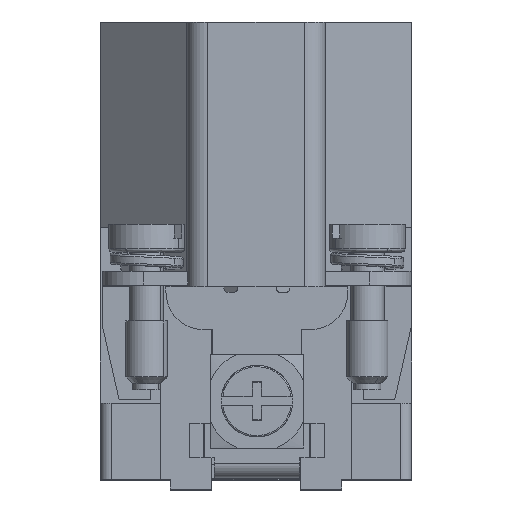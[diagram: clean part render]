
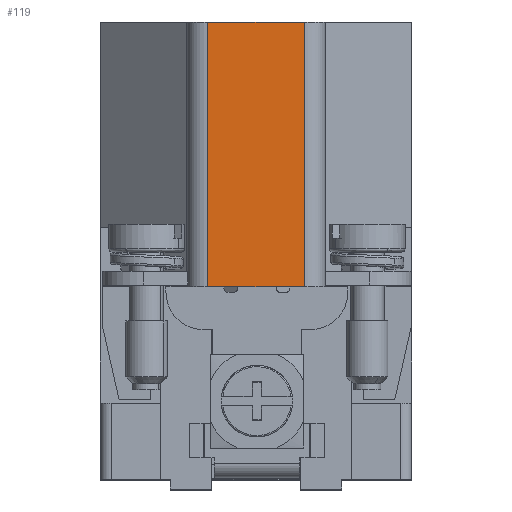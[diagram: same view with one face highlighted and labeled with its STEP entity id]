
A CAD part, top view. The second image highlights one B-rep face of the part: STEP entity #119.
In plain terms, the highlighted planar face has unit normal (0, 0, 1).
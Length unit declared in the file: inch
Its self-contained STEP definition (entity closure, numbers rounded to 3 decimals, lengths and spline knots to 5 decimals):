
#119 = ADVANCED_FACE ( 'NONE', ( #812 ), #22225, .T. ) ;
#295 = CARTESIAN_POINT ( 'NONE',  ( -0.34281, 0.3273, 0.28791 ) ) ;
#662 = DIRECTION ( 'NONE',  ( 0., 0., 1. ) ) ;
#812 = FACE_OUTER_BOUND ( 'NONE', #20082, .T. ) ;
#1145 = VECTOR ( 'NONE', #3637, 39.37008 ) ;
#2342 = EDGE_CURVE ( 'NONE', #5983, #30296, #23859, .T. ) ;
#3637 = DIRECTION ( 'NONE',  ( 1., 0., 0. ) ) ;
#3726 = CARTESIAN_POINT ( 'NONE',  ( -0.06584, -0.42843, 0.28791 ) ) ;
#5103 = AXIS2_PLACEMENT_3D ( 'NONE', #20026, #662, #19886 ) ;
#5338 = DIRECTION ( 'NONE',  ( 0., 1., 0. ) ) ;
#5546 = EDGE_CURVE ( 'NONE', #5752, #30296, #19710, .T. ) ;
#5752 = VERTEX_POINT ( 'NONE', #12961 ) ;
#5983 = VERTEX_POINT ( 'NONE', #27164 ) ;
#6906 = VECTOR ( 'NONE', #23541, 39.37008 ) ;
#8565 = VERTEX_POINT ( 'NONE', #3726 ) ;
#10249 = CARTESIAN_POINT ( 'NONE',  ( -0.06584, 0.34242, 0.28791 ) ) ;
#11505 = CARTESIAN_POINT ( 'NONE',  ( -0.66726, 0.3273, 0.28791 ) ) ;
#12717 = LINE ( 'NONE', #12868, #1145 ) ;
#12868 = CARTESIAN_POINT ( 'NONE',  ( -0.0603, -0.42843, 0.28791 ) ) ;
#12961 = CARTESIAN_POINT ( 'NONE',  ( -0.34281, -0.42843, 0.28791 ) ) ;
#15865 = VECTOR ( 'NONE', #5338, 39.37008 ) ;
#16370 = ORIENTED_EDGE ( 'NONE', *, *, #2342, .T. ) ;
#17124 = EDGE_CURVE ( 'NONE', #5752, #8565, #12717, .T. ) ;
#17295 = LINE ( 'NONE', #10249, #22165 ) ;
#17363 = ORIENTED_EDGE ( 'NONE', *, *, #17124, .T. ) ;
#19710 = LINE ( 'NONE', #26757, #15865 ) ;
#19886 = DIRECTION ( 'NONE',  ( 1., 0., 0. ) ) ;
#20026 = CARTESIAN_POINT ( 'NONE',  ( -0.0603, 0.34242, 0.28791 ) ) ;
#20082 = EDGE_LOOP ( 'NONE', ( #25159, #16370, #30633, #17363 ) ) ;
#22165 = VECTOR ( 'NONE', #29482, 39.37008 ) ;
#22225 = PLANE ( 'NONE',  #5103 ) ;
#23541 = DIRECTION ( 'NONE',  ( -1., 0., 0. ) ) ;
#23859 = LINE ( 'NONE', #11505, #6906 ) ;
#25159 = ORIENTED_EDGE ( 'NONE', *, *, #27091, .T. ) ;
#26757 = CARTESIAN_POINT ( 'NONE',  ( -0.34281, 0.3273, 0.28791 ) ) ;
#27091 = EDGE_CURVE ( 'NONE', #8565, #5983, #17295, .T. ) ;
#27164 = CARTESIAN_POINT ( 'NONE',  ( -0.06584, 0.3273, 0.28791 ) ) ;
#29482 = DIRECTION ( 'NONE',  ( 0., 1., 0. ) ) ;
#30296 = VERTEX_POINT ( 'NONE', #295 ) ;
#30633 = ORIENTED_EDGE ( 'NONE', *, *, #5546, .F. ) ;
